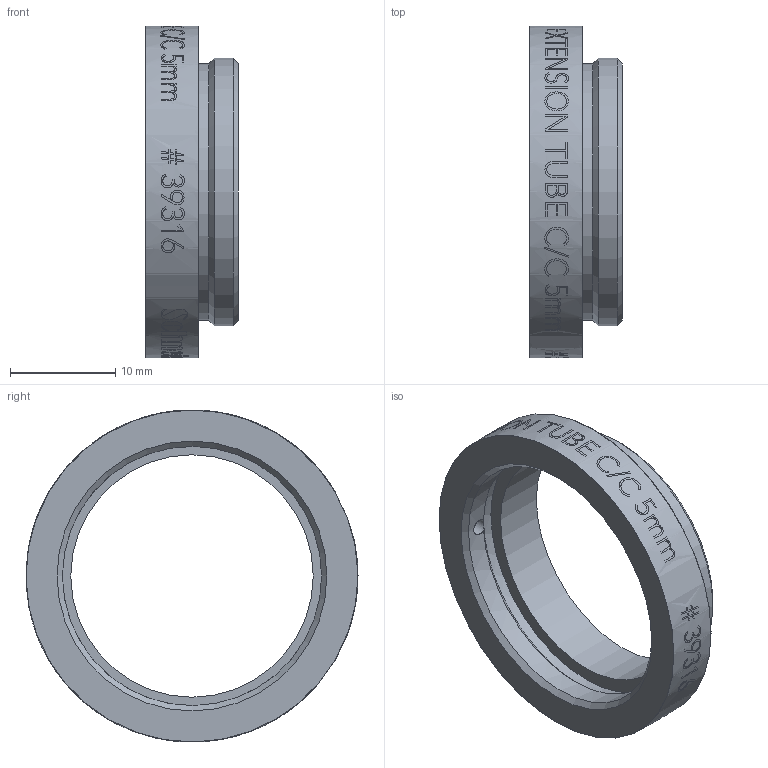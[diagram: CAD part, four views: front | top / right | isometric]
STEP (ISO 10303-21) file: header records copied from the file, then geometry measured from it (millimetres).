
FILE_DESCRIPTION(/* description */ (''),/* implementation_level */ '2;1');
FILE_NAME(/* name */ '39316_00166371_001.stp',/* time_stamp */ '2022-04-01T08:19:23+02:00',/* author */ (''),/* organization */ (''),/* preprocessor_version */ 'ST-DEVELOPER v16',/* originating_system */ 'SIEMENS PLM Software NX 10.0',/* authorisation */ '');
FILE_SCHEMA (('AP203_CONFIGURATION_CONTROLLED_3D_DESIGN_OF_MECHANICAL_PARTS_AND_ASSEMBLIES_MIM_LF { 1 0 10303 403 2 1 2}'));
Length unit declared in the file: millimetre
Products named in the file (1): Froe6B5C76F3nb28
Bounding box: 8.8 x 31.5 x 31.5 mm (x, y, z)
Volume: 1801.9 mm3; surface area: 2750.8 mm2
Topology: 1 solids, 2 shells, 72 faces, 406 edges, 393 vertices
Faces by surface type: cylinder 64, plane 4, cone 4
Full cylindrical faces by diameter (mm): 1.6 x1, 23 x1, 24.4 x1, 24.6 x1, 25.4 x1, 25.6 x1, 31.5 x2
Entity records: 5563 total; most frequent: CARTESIAN_POINT 2809, ORIENTED_EDGE 779, EDGE_CURVE 391, VERTEX_POINT 390, B_SPLINE_CURVE_WITH_KNOTS 375, DIRECTION 178, EDGE_LOOP 146, FACE_BOUND 100
